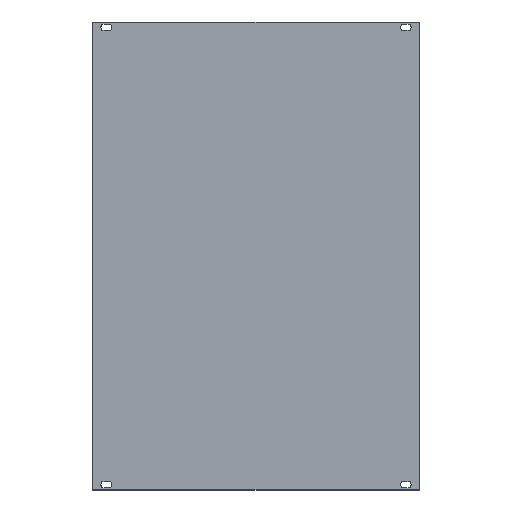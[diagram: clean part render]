
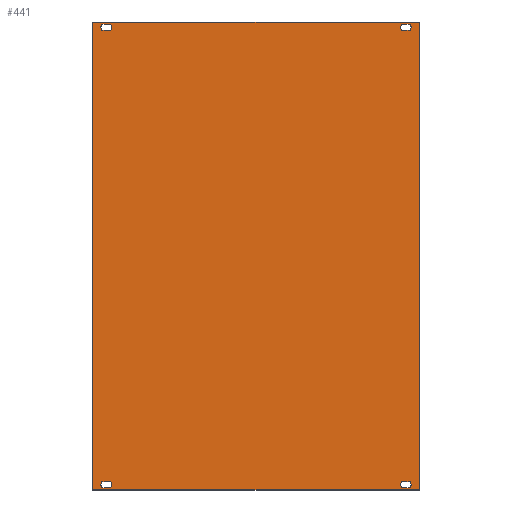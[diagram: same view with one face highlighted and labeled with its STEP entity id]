
A CAD part, top view. The second image highlights one B-rep face of the part: STEP entity #441.
In plain terms, the highlighted planar face has unit normal (0, 0, 1).
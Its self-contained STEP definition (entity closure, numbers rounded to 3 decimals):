
#15=FACE_BOUND('',#80,.T.);
#16=FACE_BOUND('',#81,.T.);
#17=FACE_BOUND('',#82,.T.);
#18=FACE_BOUND('',#83,.T.);
#35=PLANE('',#481);
#57=FACE_OUTER_BOUND('',#79,.T.);
#79=EDGE_LOOP('',(#373,#374,#375,#376));
#80=EDGE_LOOP('',(#377,#378,#379,#380));
#81=EDGE_LOOP('',(#381,#382,#383,#384));
#82=EDGE_LOOP('',(#385,#386,#387,#388));
#83=EDGE_LOOP('',(#389,#390,#391,#392));
#92=LINE('',#619,#136);
#96=LINE('',#629,#140);
#100=LINE('',#643,#144);
#104=LINE('',#653,#148);
#108=LINE('',#667,#152);
#112=LINE('',#677,#156);
#116=LINE('',#691,#160);
#120=LINE('',#701,#164);
#121=LINE('',#705,#165);
#125=LINE('',#713,#169);
#128=LINE('',#719,#172);
#131=LINE('',#724,#175);
#136=VECTOR('',#496,4.891);
#140=VECTOR('',#508,4.891);
#144=VECTOR('',#520,4.891);
#148=VECTOR('',#532,4.891);
#152=VECTOR('',#544,4.891);
#156=VECTOR('',#556,4.891);
#160=VECTOR('',#568,4.891);
#164=VECTOR('',#580,4.891);
#165=VECTOR('',#583,261.85);
#169=VECTOR('',#589,182.53);
#172=VECTOR('',#594,261.85);
#175=VECTOR('',#599,182.53);
#178=CIRCLE('',#447,2.95);
#180=CIRCLE('',#451,2.95);
#182=CIRCLE('',#455,2.95);
#184=CIRCLE('',#459,2.95);
#186=CIRCLE('',#463,2.95);
#188=CIRCLE('',#467,2.95);
#190=CIRCLE('',#471,2.95);
#192=CIRCLE('',#475,2.95);
#195=VERTEX_POINT('',#610);
#196=VERTEX_POINT('',#612);
#198=VERTEX_POINT('',#618);
#200=VERTEX_POINT('',#624);
#203=VERTEX_POINT('',#634);
#204=VERTEX_POINT('',#636);
#206=VERTEX_POINT('',#642);
#208=VERTEX_POINT('',#648);
#211=VERTEX_POINT('',#658);
#212=VERTEX_POINT('',#660);
#214=VERTEX_POINT('',#666);
#216=VERTEX_POINT('',#672);
#219=VERTEX_POINT('',#682);
#220=VERTEX_POINT('',#684);
#222=VERTEX_POINT('',#690);
#224=VERTEX_POINT('',#696);
#225=VERTEX_POINT('',#703);
#226=VERTEX_POINT('',#704);
#229=VERTEX_POINT('',#712);
#231=VERTEX_POINT('',#718);
#235=EDGE_CURVE('',#196,#195,#178,.T.);
#238=EDGE_CURVE('',#198,#196,#92,.T.);
#241=EDGE_CURVE('',#200,#198,#180,.T.);
#244=EDGE_CURVE('',#195,#200,#96,.T.);
#247=EDGE_CURVE('',#204,#203,#182,.T.);
#250=EDGE_CURVE('',#206,#204,#100,.T.);
#253=EDGE_CURVE('',#208,#206,#184,.T.);
#256=EDGE_CURVE('',#203,#208,#104,.T.);
#259=EDGE_CURVE('',#212,#211,#186,.T.);
#262=EDGE_CURVE('',#214,#212,#108,.T.);
#265=EDGE_CURVE('',#216,#214,#188,.T.);
#268=EDGE_CURVE('',#211,#216,#112,.T.);
#271=EDGE_CURVE('',#220,#219,#190,.T.);
#274=EDGE_CURVE('',#222,#220,#116,.T.);
#277=EDGE_CURVE('',#224,#222,#192,.T.);
#280=EDGE_CURVE('',#219,#224,#120,.T.);
#281=EDGE_CURVE('',#225,#226,#121,.T.);
#285=EDGE_CURVE('',#226,#229,#125,.T.);
#288=EDGE_CURVE('',#229,#231,#128,.T.);
#291=EDGE_CURVE('',#231,#225,#131,.T.);
#373=ORIENTED_EDGE('',*,*,#281,.F.);
#374=ORIENTED_EDGE('',*,*,#291,.F.);
#375=ORIENTED_EDGE('',*,*,#288,.F.);
#376=ORIENTED_EDGE('',*,*,#285,.F.);
#377=ORIENTED_EDGE('',*,*,#235,.T.);
#378=ORIENTED_EDGE('',*,*,#244,.T.);
#379=ORIENTED_EDGE('',*,*,#241,.T.);
#380=ORIENTED_EDGE('',*,*,#238,.T.);
#381=ORIENTED_EDGE('',*,*,#247,.T.);
#382=ORIENTED_EDGE('',*,*,#256,.T.);
#383=ORIENTED_EDGE('',*,*,#253,.T.);
#384=ORIENTED_EDGE('',*,*,#250,.T.);
#385=ORIENTED_EDGE('',*,*,#259,.T.);
#386=ORIENTED_EDGE('',*,*,#268,.T.);
#387=ORIENTED_EDGE('',*,*,#265,.T.);
#388=ORIENTED_EDGE('',*,*,#262,.T.);
#389=ORIENTED_EDGE('',*,*,#271,.T.);
#390=ORIENTED_EDGE('',*,*,#280,.T.);
#391=ORIENTED_EDGE('',*,*,#277,.T.);
#392=ORIENTED_EDGE('',*,*,#274,.T.);
#441=ADVANCED_FACE('',(#57,#15,#16,#17,#18),#35,.T.);
#447=AXIS2_PLACEMENT_3D('',#613,#490,#491);
#451=AXIS2_PLACEMENT_3D('',#625,#502,#503);
#455=AXIS2_PLACEMENT_3D('',#637,#514,#515);
#459=AXIS2_PLACEMENT_3D('',#649,#526,#527);
#463=AXIS2_PLACEMENT_3D('',#661,#538,#539);
#467=AXIS2_PLACEMENT_3D('',#673,#550,#551);
#471=AXIS2_PLACEMENT_3D('',#685,#562,#563);
#475=AXIS2_PLACEMENT_3D('',#697,#574,#575);
#481=AXIS2_PLACEMENT_3D('',#726,#601,#602);
#490=DIRECTION('center_axis',(0.,0.,-1.));
#491=DIRECTION('ref_axis',(0.829,-0.559,0.));
#496=DIRECTION('',(-1.,0.,0.));
#502=DIRECTION('center_axis',(0.,0.,-1.));
#503=DIRECTION('ref_axis',(-0.829,0.559,0.));
#508=DIRECTION('',(1.,0.,0.));
#514=DIRECTION('center_axis',(0.,0.,-1.));
#515=DIRECTION('ref_axis',(0.829,-0.559,0.));
#520=DIRECTION('',(-1.,0.,0.));
#526=DIRECTION('center_axis',(0.,0.,-1.));
#527=DIRECTION('ref_axis',(-0.829,0.559,0.));
#532=DIRECTION('',(1.,0.,0.));
#538=DIRECTION('center_axis',(0.,0.,-1.));
#539=DIRECTION('ref_axis',(0.829,-0.559,0.));
#544=DIRECTION('',(-1.,0.,0.));
#550=DIRECTION('center_axis',(0.,0.,-1.));
#551=DIRECTION('ref_axis',(-0.829,0.559,0.));
#556=DIRECTION('',(1.,0.,0.));
#562=DIRECTION('center_axis',(0.,0.,-1.));
#563=DIRECTION('ref_axis',(0.829,-0.559,0.));
#568=DIRECTION('',(-1.,0.,0.));
#574=DIRECTION('center_axis',(0.,0.,-1.));
#575=DIRECTION('ref_axis',(-0.829,0.559,0.));
#580=DIRECTION('',(1.,0.,0.));
#583=DIRECTION('',(0.,-1.,0.));
#589=DIRECTION('',(-1.,0.,0.));
#594=DIRECTION('',(0.,1.,0.));
#599=DIRECTION('',(1.,0.,0.));
#601=DIRECTION('center_axis',(0.,0.,1.));
#602=DIRECTION('ref_axis',(1.,0.,0.));
#610=CARTESIAN_POINT('',(81.38,129.575,2.5));
#612=CARTESIAN_POINT('',(81.38,126.275,2.5));
#613=CARTESIAN_POINT('Origin',(83.825,127.925,2.5));
#618=CARTESIAN_POINT('',(86.27,126.275,2.5));
#619=CARTESIAN_POINT('',(40.69,126.275,2.5));
#624=CARTESIAN_POINT('',(86.27,129.575,2.5));
#625=CARTESIAN_POINT('Origin',(83.825,127.925,2.5));
#629=CARTESIAN_POINT('',(43.135,129.575,2.5));
#634=CARTESIAN_POINT('',(81.38,-126.275,2.5));
#636=CARTESIAN_POINT('',(81.38,-129.575,2.5));
#637=CARTESIAN_POINT('Origin',(83.825,-127.925,2.5));
#642=CARTESIAN_POINT('',(86.27,-129.575,2.5));
#643=CARTESIAN_POINT('',(40.69,-129.575,2.5));
#648=CARTESIAN_POINT('',(86.27,-126.275,2.5));
#649=CARTESIAN_POINT('Origin',(83.825,-127.925,2.5));
#653=CARTESIAN_POINT('',(43.135,-126.275,2.5));
#658=CARTESIAN_POINT('',(-86.26,129.575,2.5));
#660=CARTESIAN_POINT('',(-86.26,126.275,2.5));
#661=CARTESIAN_POINT('Origin',(-83.815,127.925,2.5));
#666=CARTESIAN_POINT('',(-81.37,126.275,2.5));
#667=CARTESIAN_POINT('',(-43.13,126.275,2.5));
#672=CARTESIAN_POINT('',(-81.37,129.575,2.5));
#673=CARTESIAN_POINT('Origin',(-83.815,127.925,2.5));
#677=CARTESIAN_POINT('',(-40.685,129.575,2.5));
#682=CARTESIAN_POINT('',(-86.26,-126.275,2.5));
#684=CARTESIAN_POINT('',(-86.26,-129.575,2.5));
#685=CARTESIAN_POINT('Origin',(-83.815,-127.925,2.5));
#690=CARTESIAN_POINT('',(-81.37,-129.575,2.5));
#691=CARTESIAN_POINT('',(-43.13,-129.575,2.5));
#696=CARTESIAN_POINT('',(-81.37,-126.275,2.5));
#697=CARTESIAN_POINT('Origin',(-83.815,-127.925,2.5));
#701=CARTESIAN_POINT('',(-40.685,-126.275,2.5));
#703=CARTESIAN_POINT('',(91.265,130.925,2.5));
#704=CARTESIAN_POINT('',(91.265,-130.925,2.5));
#705=CARTESIAN_POINT('',(91.265,130.925,2.5));
#712=CARTESIAN_POINT('',(-91.265,-130.925,2.5));
#713=CARTESIAN_POINT('',(91.265,-130.925,2.5));
#718=CARTESIAN_POINT('',(-91.265,130.925,2.5));
#719=CARTESIAN_POINT('',(-91.265,-130.925,2.5));
#724=CARTESIAN_POINT('',(-91.265,130.925,2.5));
#726=CARTESIAN_POINT('Origin',(0.,0.,2.5));
